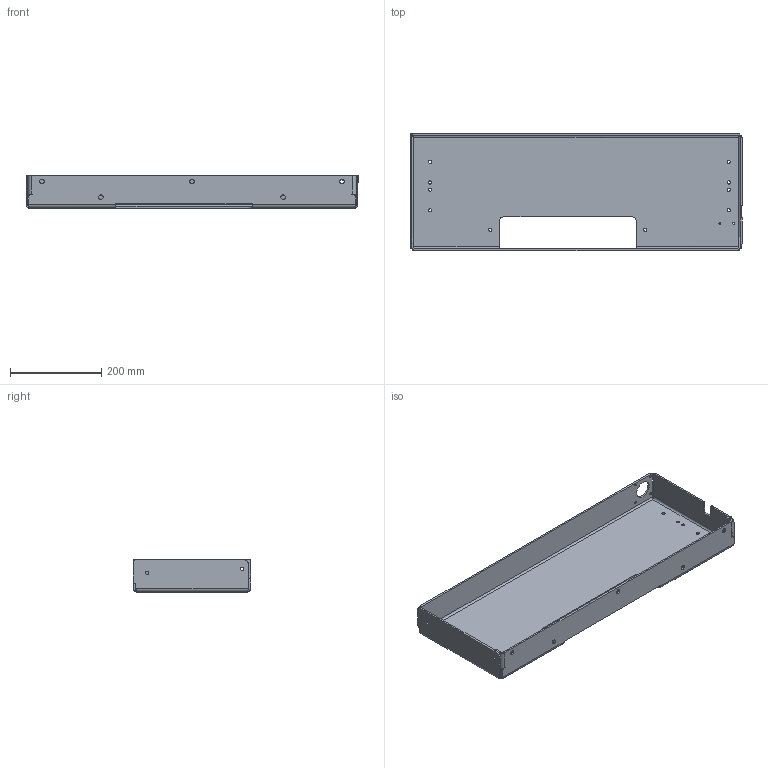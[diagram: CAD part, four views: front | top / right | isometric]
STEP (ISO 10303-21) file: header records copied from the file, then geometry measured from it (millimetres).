
FILE_DESCRIPTION (( 'STEP AP214' ), '1' );
FILE_NAME ('RecoaterWall_2.STEP', '2024-10-09T10:45:45', ( '' ), ( '' ), 'SwSTEP 2.0', 'SolidWorks 2024', '' );
FILE_SCHEMA (( 'AUTOMOTIVE_DESIGN' ));
Length unit declared in the file: millimetre
Products named in the file (1): RecoaterWall_2
Bounding box: 728 x 257 x 71 mm (x, y, z)
Volume: 1148867.7 mm3; surface area: 590862 mm2
Topology: 1 solids, 1 shells, 145 faces, 387 edges, 242 vertices
Faces by surface type: cylinder 85, plane 52, bspline 8
Entity records: 5206 total; most frequent: CARTESIAN_POINT 1391, DIRECTION 801, ORIENTED_EDGE 774, EDGE_CURVE 387, AXIS2_PLACEMENT_3D 292, VERTEX_POINT 242, VECTOR 217, LINE 217
